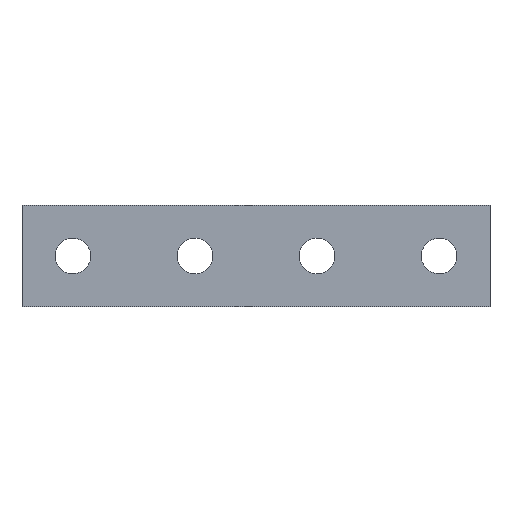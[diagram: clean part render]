
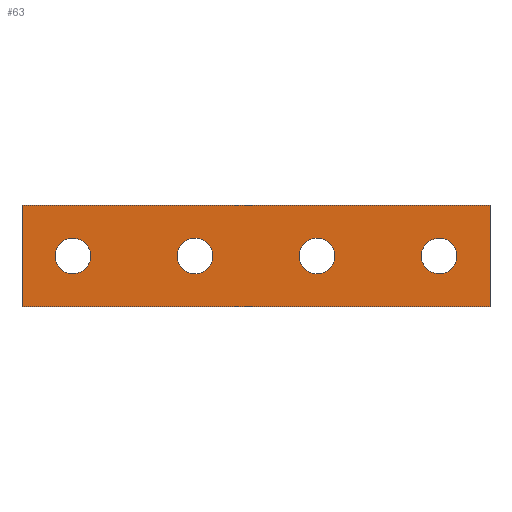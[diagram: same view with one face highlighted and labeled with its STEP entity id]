
A CAD part, top view. The second image highlights one B-rep face of the part: STEP entity #63.
In plain terms, the highlighted planar face has unit normal (0, 0, 1).
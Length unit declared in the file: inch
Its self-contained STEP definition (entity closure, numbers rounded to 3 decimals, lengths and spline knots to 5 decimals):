
#63=ADVANCED_FACE('',(#124,#125,#126,#127,#128),#129,.T.);
#124=FACE_BOUND('',#181,.T.);
#125=FACE_BOUND('',#182,.T.);
#126=FACE_BOUND('',#183,.T.);
#127=FACE_BOUND('',#184,.T.);
#128=FACE_OUTER_BOUND('',#185,.T.);
#129=PLANE('',#186);
#181=EDGE_LOOP('',(#292,#293));
#182=EDGE_LOOP('',(#294,#295));
#183=EDGE_LOOP('',(#296,#297));
#184=EDGE_LOOP('',(#298,#299));
#185=EDGE_LOOP('',(#300,#301,#302,#303));
#186=AXIS2_PLACEMENT_3D('',#304,#305,#306);
#292=ORIENTED_EDGE('',*,*,#362,.T.);
#293=ORIENTED_EDGE('',*,*,#339,.T.);
#294=ORIENTED_EDGE('',*,*,#370,.T.);
#295=ORIENTED_EDGE('',*,*,#356,.T.);
#296=ORIENTED_EDGE('',*,*,#349,.T.);
#297=ORIENTED_EDGE('',*,*,#347,.T.);
#298=ORIENTED_EDGE('',*,*,#367,.T.);
#299=ORIENTED_EDGE('',*,*,#371,.T.);
#300=ORIENTED_EDGE('',*,*,#341,.F.);
#301=ORIENTED_EDGE('',*,*,#351,.F.);
#302=ORIENTED_EDGE('',*,*,#359,.F.);
#303=ORIENTED_EDGE('',*,*,#364,.F.);
#304=CARTESIAN_POINT('',(-3.62205,-0.7874,0.23622));
#305=DIRECTION('',(0.0,0.0,1.0));
#306=DIRECTION('',(1.0,0.0,0.0));
#339=EDGE_CURVE('',#400,#402,#404,.T.);
#341=EDGE_CURVE('',#406,#407,#408,.T.);
#347=EDGE_CURVE('',#412,#414,#416,.T.);
#349=EDGE_CURVE('',#414,#412,#418,.T.);
#351=EDGE_CURVE('',#420,#406,#421,.T.);
#356=EDGE_CURVE('',#424,#426,#428,.T.);
#359=EDGE_CURVE('',#431,#420,#432,.T.);
#362=EDGE_CURVE('',#402,#400,#435,.T.);
#364=EDGE_CURVE('',#407,#431,#437,.T.);
#367=EDGE_CURVE('',#441,#439,#442,.T.);
#370=EDGE_CURVE('',#426,#424,#445,.T.);
#371=EDGE_CURVE('',#439,#441,#446,.T.);
#400=VERTEX_POINT('',#479);
#402=VERTEX_POINT('',#482);
#404=CIRCLE('',#485,0.27559);
#406=VERTEX_POINT('',#487);
#407=VERTEX_POINT('',#488);
#408=LINE('',#489,#490);
#412=VERTEX_POINT('',#496);
#414=VERTEX_POINT('',#499);
#416=CIRCLE('',#502,0.27559);
#418=CIRCLE('',#504,0.27559);
#420=VERTEX_POINT('',#506);
#421=LINE('',#507,#508);
#424=VERTEX_POINT('',#512);
#426=VERTEX_POINT('',#515);
#428=CIRCLE('',#518,0.27559);
#431=VERTEX_POINT('',#521);
#432=LINE('',#522,#523);
#435=CIRCLE('',#527,0.27559);
#437=LINE('',#529,#530);
#439=VERTEX_POINT('',#532);
#441=VERTEX_POINT('',#535);
#442=CIRCLE('',#536,0.27559);
#445=CIRCLE('',#540,0.27559);
#446=CIRCLE('',#541,0.27559);
#479=CARTESIAN_POINT('',(-1.06299,-0.7874,0.23622));
#482=CARTESIAN_POINT('',(-0.51181,-0.7874,0.23622));
#485=AXIS2_PLACEMENT_3D('',#574,#575,#576);
#487=CARTESIAN_POINT('',(0.0,0.0,0.23622));
#488=CARTESIAN_POINT('',(0.0,-1.5748,0.23622));
#489=CARTESIAN_POINT('',(0.0,0.0,0.23622));
#490=VECTOR('',#577,0.3937);
#496=CARTESIAN_POINT('',(-4.84252,-0.7874,0.23622));
#499=CARTESIAN_POINT('',(-4.29134,-0.7874,0.23622));
#502=AXIS2_PLACEMENT_3D('',#582,#583,#584);
#504=AXIS2_PLACEMENT_3D('',#585,#586,#587);
#506=CARTESIAN_POINT('',(-7.24409,0.0,0.23622));
#507=CARTESIAN_POINT('',(-7.24409,0.0,0.23622));
#508=VECTOR('',#588,0.3937);
#512=CARTESIAN_POINT('',(-2.95276,-0.7874,0.23622));
#515=CARTESIAN_POINT('',(-2.40157,-0.7874,0.23622));
#518=AXIS2_PLACEMENT_3D('',#592,#593,#594);
#521=CARTESIAN_POINT('',(-7.24409,-1.5748,0.23622));
#522=CARTESIAN_POINT('',(-7.24409,-1.5748,0.23622));
#523=VECTOR('',#595,0.3937);
#527=AXIS2_PLACEMENT_3D('',#597,#598,#599);
#529=CARTESIAN_POINT('',(0.0,-1.5748,0.23622));
#530=VECTOR('',#600,0.3937);
#532=CARTESIAN_POINT('',(-6.73228,-0.7874,0.23622));
#535=CARTESIAN_POINT('',(-6.1811,-0.7874,0.23622));
#536=AXIS2_PLACEMENT_3D('',#602,#603,#604);
#540=AXIS2_PLACEMENT_3D('',#606,#607,#608);
#541=AXIS2_PLACEMENT_3D('',#609,#610,#611);
#574=CARTESIAN_POINT('',(-0.7874,-0.7874,0.23622));
#575=DIRECTION('',(0.0,0.0,-1.0));
#576=DIRECTION('',(-1.0,0.0,0.0));
#577=DIRECTION('',(0.0,-1.0,0.0));
#582=CARTESIAN_POINT('',(-4.56693,-0.7874,0.23622));
#583=DIRECTION('',(0.0,0.0,-1.0));
#584=DIRECTION('',(-1.0,0.0,0.0));
#585=CARTESIAN_POINT('',(-4.56693,-0.7874,0.23622));
#586=DIRECTION('',(0.0,0.0,-1.0));
#587=DIRECTION('',(-1.0,0.0,0.0));
#588=DIRECTION('',(1.0,0.0,0.0));
#592=CARTESIAN_POINT('',(-2.67717,-0.7874,0.23622));
#593=DIRECTION('',(0.0,0.0,-1.0));
#594=DIRECTION('',(-1.0,0.0,0.0));
#595=DIRECTION('',(0.0,1.0,0.0));
#597=CARTESIAN_POINT('',(-0.7874,-0.7874,0.23622));
#598=DIRECTION('',(0.0,0.0,-1.0));
#599=DIRECTION('',(-1.0,0.0,0.0));
#600=DIRECTION('',(-1.0,0.,0.0));
#602=CARTESIAN_POINT('',(-6.45669,-0.7874,0.23622));
#603=DIRECTION('',(0.0,0.0,-1.0));
#604=DIRECTION('',(-1.0,0.0,0.0));
#606=CARTESIAN_POINT('',(-2.67717,-0.7874,0.23622));
#607=DIRECTION('',(0.0,0.0,-1.0));
#608=DIRECTION('',(-1.0,0.0,0.0));
#609=CARTESIAN_POINT('',(-6.45669,-0.7874,0.23622));
#610=DIRECTION('',(0.0,0.0,-1.0));
#611=DIRECTION('',(-1.0,0.0,0.0));
